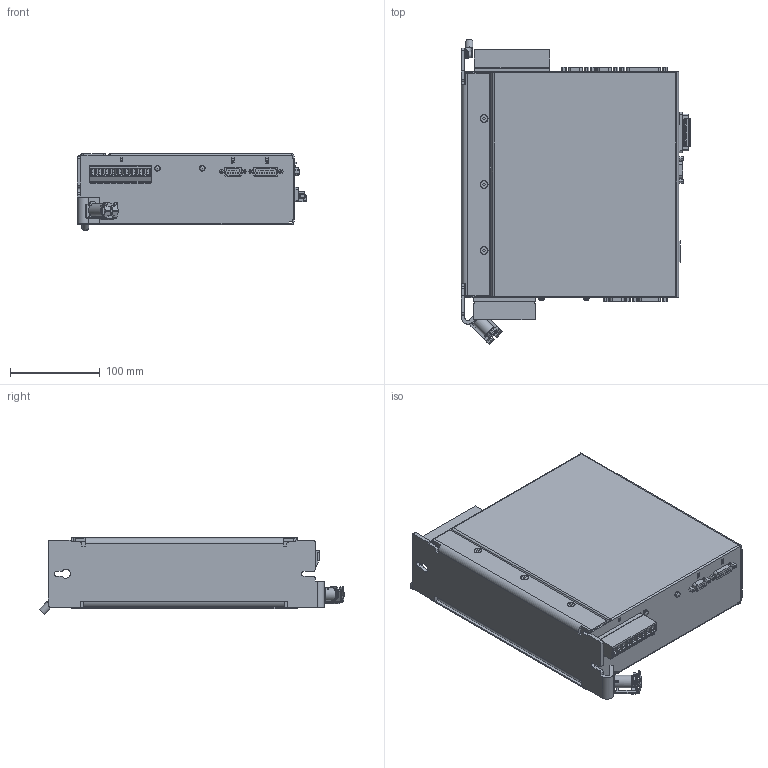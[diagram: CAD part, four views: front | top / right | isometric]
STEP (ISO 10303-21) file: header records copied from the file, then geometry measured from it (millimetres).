
FILE_DESCRIPTION(/* description */ ('STEP AP214'),/* implementation_level */ '2;1');
FILE_NAME(/* name */ '1622903_CMMP-AS-C5-11A-P3-M0',/* time_stamp */ '2024-08-05T18:36:36+02:00',/* author */ ('License CC BY-ND 4.0'),/* organization */ ('CADENAS'),/* preprocessor_version */ 'ST-DEVELOPER v19.3',/* originating_system */ 'PARTsolutions',/* authorisation */ ' ');
FILE_SCHEMA (('AUTOMOTIVE_DESIGN {1 0 10303 214 3 1 1}'));
Products named in the file (6): 1622903 CMMP-AS-C5-11A-P3-M0; 1622903 CMMP-AS-C5-11A-P3-M0---(P1); 3299023 CMMD-AS-C8-3A; 552256 NEKM-C-3---(1); 552256 NEKM-C-3---(2); 1660640 NEKM-C-8---(3)
Assembly tree (5 placements, depth 2):
  1622903 CMMP-AS-C5-11A-P3-M0
    1622903 CMMP-AS-C5-11A-P3-M0---(P1)
    3299023 CMMD-AS-C8-3A
    552256 NEKM-C-3---(1)
    552256 NEKM-C-3---(2)
    1660640 NEKM-C-8---(3)
Bounding box: 255.4 x 340.07 x 85.72 mm (x, y, z)
Volume: 4881224.6 mm3; surface area: 311621.4 mm2
Topology: 5 solids, 5 shells, 3029 faces, 7735 edges, 5110 vertices
Faces by surface type: plane 2387, cylinder 585, torus 29, cone 24, sphere 4
Full cylindrical faces by diameter (mm): 0.65 x1, 0.7 x9, 0.8 x71, 1.567 x12, 1.6 x7, 1.75 x2, 2.4 x3, 2.5 x4, 2.8 x8, 2.9 x8, 3 x4, 3.2 x18, 3.6 x2, 3.8 x20, 3.9 x2, 4 x24, 4.5 x2, 4.6 x1, 5.4 x20, 6.2 x2, 7 x1, 7.2 x1, 7.6 x1, 8 x7, 8.9 x1, 9 x2, 9.46 x1, 11.78 x1, 14.18 x1
Entity records: 109182 total; most frequent: CARTESIAN_POINT 15611, DIRECTION 14795, ORIENTED_EDGE 14706, EDGE_CURVE 7353, LINE 5893, VECTOR 5893, VERTEX_POINT 5020, AXIS2_PLACEMENT_3D 4451
